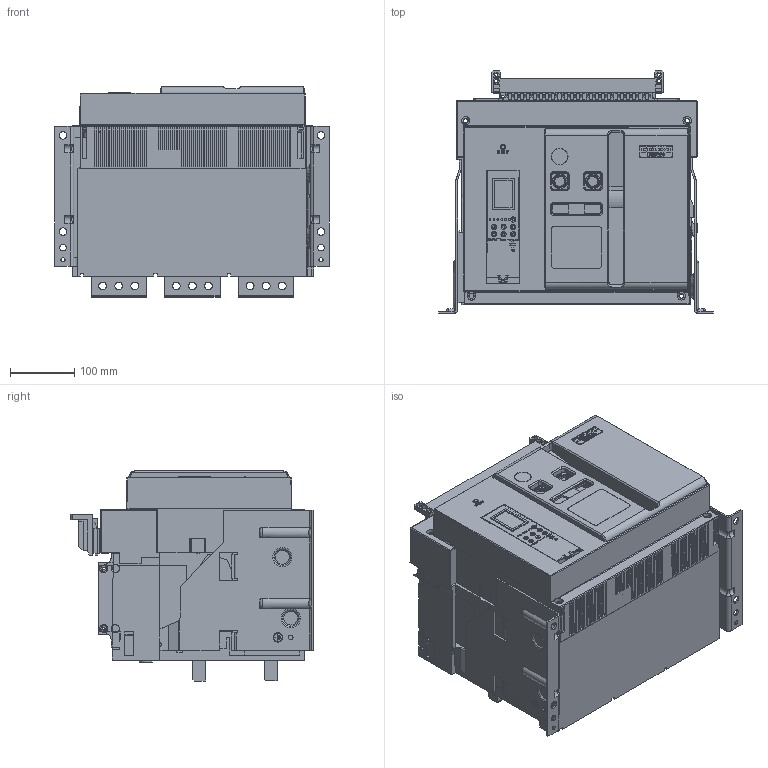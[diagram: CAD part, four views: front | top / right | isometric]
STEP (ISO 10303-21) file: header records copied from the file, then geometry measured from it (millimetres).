
FILE_DESCRIPTION((''),'2;1');
FILE_NAME('CDW3_2500_3P_GD','2020-06-14T',('li.xiong'),(''),'PRO/ENGINEER BY PARAMETRIC TECHNOLOGY CORPORATION, 2015440','PRO/ENGINEER BY PARAMETRIC TECHNOLOGY CORPORATION, 2015440','');
FILE_SCHEMA(('CONFIG_CONTROL_DESIGN'));
Products named in the file (1): CDW3_2500_3P_GD
Bounding box: 428 x 377.6 x 327.5 mm (x, y, z)
Volume: 25423016.4 mm3; surface area: 2256171.2 mm2
Topology: 2 solids, 6 shells, 5722 faces, 16388 edges, 10721 vertices
Faces by surface type: plane 4456, cylinder 952, cone 159, torus 74, bspline 53, extrusion 19, sphere 9
Entity records: 204093 total; most frequent: CARTESIAN_POINT 51771, ORIENTED_EDGE 32758, DIRECTION 30160, EDGE_CURVE 16379, VECTOR 13234, LINE 13215, VERTEX_POINT 10721, AXIS2_PLACEMENT_3D 8463
